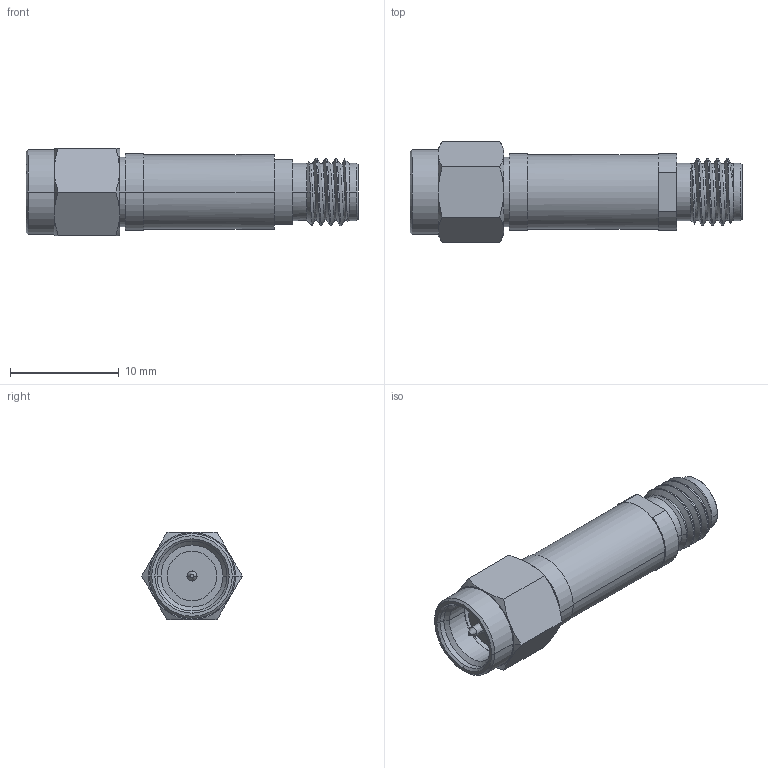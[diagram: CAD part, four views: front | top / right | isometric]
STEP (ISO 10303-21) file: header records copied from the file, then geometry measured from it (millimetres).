
FILE_DESCRIPTION (( 'STEP AP214' ), '1' );
FILE_NAME ('FMAT7466-40_3D.step', '2024-02-07T23:36:07', ( '' ), ( '' ), 'SwSTEP 2.0', 'SolidWorks 2022', '' );
FILE_SCHEMA (( 'AUTOMOTIVE_DESIGN' ));
Length unit declared in the file: inch
Products named in the file (3): SMA FEMALE^FMAT7466-40; SMA MALE^FMAT7466-40; FMAT7466-40_3D
Assembly tree (2 placements, depth 2):
  FMAT7466-40_3D
    SMA MALE^FMAT7466-40
    SMA FEMALE^FMAT7466-40
Bounding box: 30.5 x 9.24 x 8 mm (x, y, z)
Volume: 1104.2 mm3; surface area: 1089.2 mm2
Topology: 2 solids, 2 shells, 116 faces, 257 edges, 155 vertices
Faces by surface type: cylinder 43, cone 41, plane 27, bspline 5
Entity records: 4676 total; most frequent: CARTESIAN_POINT 2065, DIRECTION 539, ORIENTED_EDGE 514, EDGE_CURVE 257, AXIS2_PLACEMENT_3D 227, VERTEX_POINT 155, EDGE_LOOP 126, ADVANCED_FACE 116
